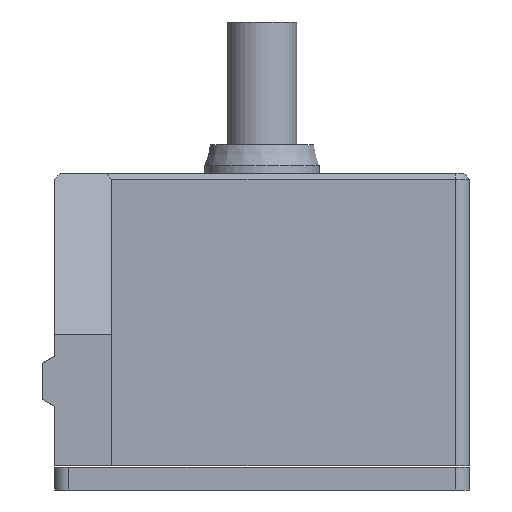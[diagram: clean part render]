
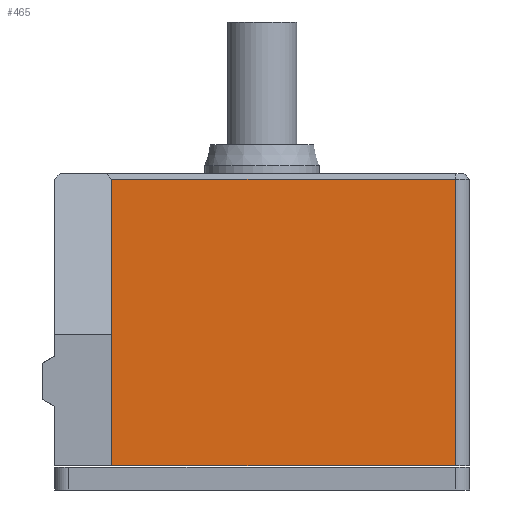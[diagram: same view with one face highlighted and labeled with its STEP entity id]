
A CAD part, front view. The second image highlights one B-rep face of the part: STEP entity #465.
In plain terms, the highlighted planar face has unit normal (0, -1, 0).
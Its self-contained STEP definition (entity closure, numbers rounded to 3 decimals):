
#426=CARTESIAN_POINT('',(3.784,-8.07,12.793));
#427=DIRECTION('',(0.,-1.,-0.));
#428=DIRECTION('',(0.,-0.,-1.));
#429=AXIS2_PLACEMENT_3D('',#426,#427,#428);
#430=PLANE('',#429);
#431=CARTESIAN_POINT('',(15.284,-8.07,22.593));
#432=VERTEX_POINT('',#431);
#433=CARTESIAN_POINT('',(15.284,-8.07,2.593));
#434=VERTEX_POINT('',#433);
#435=CARTESIAN_POINT('',(15.284,-8.07,22.593));
#436=DIRECTION('',(-0.,0.,-1.));
#437=VECTOR('',#436,20.);
#438=LINE('',#435,#437);
#439=EDGE_CURVE('',#432,#434,#438,.T.);
#440=ORIENTED_EDGE('',*,*,#439,.F.);
#441=CARTESIAN_POINT('',(-8.716,-8.07,22.593));
#442=VERTEX_POINT('',#441);
#443=CARTESIAN_POINT('',(15.284,-8.07,22.593));
#444=DIRECTION('',(-1.,0.,0.));
#445=VECTOR('',#444,24.);
#446=LINE('',#443,#445);
#447=EDGE_CURVE('',#432,#442,#446,.T.);
#448=ORIENTED_EDGE('',*,*,#447,.T.);
#449=CARTESIAN_POINT('',(-8.716,-8.07,2.593));
#450=VERTEX_POINT('',#449);
#451=CARTESIAN_POINT('',(-8.716,-8.07,2.593));
#452=DIRECTION('',(0.,-0.,1.));
#453=VECTOR('',#452,20.);
#454=LINE('',#451,#453);
#455=EDGE_CURVE('',#450,#442,#454,.T.);
#456=ORIENTED_EDGE('',*,*,#455,.F.);
#457=CARTESIAN_POINT('',(-8.716,-8.07,2.593));
#458=DIRECTION('',(1.,0.,-0.));
#459=VECTOR('',#458,24.);
#460=LINE('',#457,#459);
#461=EDGE_CURVE('',#450,#434,#460,.T.);
#462=ORIENTED_EDGE('',*,*,#461,.T.);
#463=EDGE_LOOP('',(#440,#448,#456,#462));
#464=FACE_BOUND('',#463,.T.);
#465=ADVANCED_FACE('',(#464),#430,.T.);
